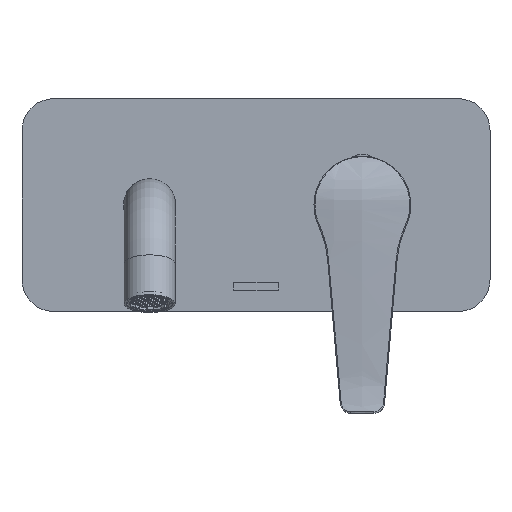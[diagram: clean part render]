
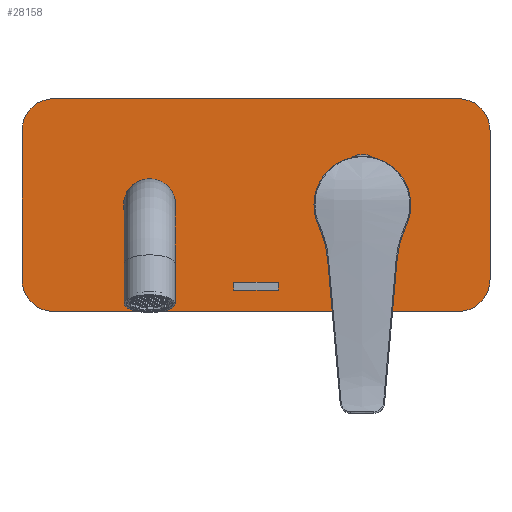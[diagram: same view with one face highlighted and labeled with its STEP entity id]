
A CAD part, top view. The second image highlights one B-rep face of the part: STEP entity #28158.
In plain terms, the highlighted planar face has unit normal (0, 0, 1).
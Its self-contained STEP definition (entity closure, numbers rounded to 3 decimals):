
#346 = CARTESIAN_POINT ( 'NONE',  ( 45., 35., 52. ) ) ;
#554 = LINE ( 'NONE', #22137, #30731 ) ;
#555 = VERTEX_POINT ( 'NONE', #3766 ) ;
#773 = CARTESIAN_POINT ( 'NONE',  ( -145., 35., 52. ) ) ;
#1297 = VERTEX_POINT ( 'NONE', #5881 ) ;
#1496 = DIRECTION ( 'NONE',  ( 0., 0., 1. ) ) ;
#1639 = EDGE_CURVE ( 'NONE', #1297, #11911, #554, .T. ) ;
#1887 = CIRCLE ( 'NONE', #13967, 12.3 ) ;
#2010 = CARTESIAN_POINT ( 'NONE',  ( 60., -50., 52. ) ) ;
#2435 = AXIS2_PLACEMENT_3D ( 'NONE', #36376, #1496, #27677 ) ;
#2893 = VERTEX_POINT ( 'NONE', #3683 ) ;
#3276 = EDGE_CURVE ( 'NONE', #13883, #13883, #1887, .T. ) ;
#3409 = ORIENTED_EDGE ( 'NONE', *, *, #26440, .F. ) ;
#3661 = VECTOR ( 'NONE', #23874, 1000. ) ;
#3683 = CARTESIAN_POINT ( 'NONE',  ( -145., 50., 52. ) ) ;
#3695 = CARTESIAN_POINT ( 'NONE',  ( 0., -40., 52. ) ) ;
#3766 = CARTESIAN_POINT ( 'NONE',  ( -160., -35., 52. ) ) ;
#3843 = EDGE_LOOP ( 'NONE', ( #21631 ) ) ;
#3876 = DIRECTION ( 'NONE',  ( 0., -1., 0. ) ) ;
#4006 = CARTESIAN_POINT ( 'NONE',  ( 60., 50., 52. ) ) ;
#4132 = ORIENTED_EDGE ( 'NONE', *, *, #30997, .T. ) ;
#5347 = FACE_BOUND ( 'NONE', #3843, .T. ) ;
#5881 = CARTESIAN_POINT ( 'NONE',  ( -60.5, -36.4, 52. ) ) ;
#5957 = DIRECTION ( 'NONE',  ( 0., 0., 1. ) ) ;
#6262 = CARTESIAN_POINT ( 'NONE',  ( -160., 50., 52. ) ) ;
#6692 = LINE ( 'NONE', #27521, #14035 ) ;
#6796 = DIRECTION ( 'NONE',  ( -1., 0., 0. ) ) ;
#7088 = EDGE_LOOP ( 'NONE', ( #15454, #17640, #3409, #28427, #31374, #21088, #9899, #12186 ) ) ;
#7300 = LINE ( 'NONE', #4006, #9145 ) ;
#7951 = VERTEX_POINT ( 'NONE', #8396 ) ;
#8017 = DIRECTION ( 'NONE',  ( 0., 0., -1. ) ) ;
#8396 = CARTESIAN_POINT ( 'NONE',  ( -21.25, 0., 52. ) ) ;
#8530 = CARTESIAN_POINT ( 'NONE',  ( -112.3, 0., 52. ) ) ;
#8928 = CIRCLE ( 'NONE', #30216, 21.25 ) ;
#9145 = VECTOR ( 'NONE', #3876, 1000. ) ;
#9899 = ORIENTED_EDGE ( 'NONE', *, *, #29524, .F. ) ;
#9902 = VERTEX_POINT ( 'NONE', #31639 ) ;
#10314 = VECTOR ( 'NONE', #26071, 1000. ) ;
#10426 = EDGE_CURVE ( 'NONE', #555, #33070, #15412, .T. ) ;
#10980 = LINE ( 'NONE', #3695, #3661 ) ;
#11423 = CIRCLE ( 'NONE', #2435, 15. ) ;
#11816 = CARTESIAN_POINT ( 'NONE',  ( -145., -35., 52. ) ) ;
#11911 = VERTEX_POINT ( 'NONE', #31365 ) ;
#12186 = ORIENTED_EDGE ( 'NONE', *, *, #14494, .T. ) ;
#12691 = VERTEX_POINT ( 'NONE', #14473 ) ;
#13247 = DIRECTION ( 'NONE',  ( 0., -1., 0. ) ) ;
#13333 = CARTESIAN_POINT ( 'NONE',  ( 0., 0., 52. ) ) ;
#13539 = VERTEX_POINT ( 'NONE', #20226 ) ;
#13649 = VERTEX_POINT ( 'NONE', #17913 ) ;
#13883 = VERTEX_POINT ( 'NONE', #8530 ) ;
#13967 = AXIS2_PLACEMENT_3D ( 'NONE', #16563, #22198, #19003 ) ;
#14035 = VECTOR ( 'NONE', #13247, 1000. ) ;
#14473 = CARTESIAN_POINT ( 'NONE',  ( -39.5, -40., 52. ) ) ;
#14494 = EDGE_CURVE ( 'NONE', #36254, #20415, #11423, .T. ) ;
#14610 = AXIS2_PLACEMENT_3D ( 'NONE', #346, #35126, #17487 ) ;
#14930 = DIRECTION ( 'NONE',  ( 1., 0., 0. ) ) ;
#15412 = CIRCLE ( 'NONE', #18298, 15. ) ;
#15454 = ORIENTED_EDGE ( 'NONE', *, *, #24385, .F. ) ;
#16395 = DIRECTION ( 'NONE',  ( -1., 0., 0. ) ) ;
#16563 = CARTESIAN_POINT ( 'NONE',  ( -100., 0., 52. ) ) ;
#16699 = FACE_BOUND ( 'NONE', #28918, .T. ) ;
#17487 = DIRECTION ( 'NONE',  ( -1., 0., 0. ) ) ;
#17640 = ORIENTED_EDGE ( 'NONE', *, *, #33775, .T. ) ;
#17692 = CIRCLE ( 'NONE', #36729, 15. ) ;
#17785 = EDGE_CURVE ( 'NONE', #12691, #13539, #10980, .T. ) ;
#17848 = CARTESIAN_POINT ( 'NONE',  ( -160., -50., 52. ) ) ;
#17862 = CIRCLE ( 'NONE', #14610, 15. ) ;
#17913 = CARTESIAN_POINT ( 'NONE',  ( 45., 50., 52. ) ) ;
#18039 = CARTESIAN_POINT ( 'NONE',  ( 45., -50., 52. ) ) ;
#18086 = VECTOR ( 'NONE', #14930, 1000. ) ;
#18298 = AXIS2_PLACEMENT_3D ( 'NONE', #11816, #5957, #29183 ) ;
#18337 = EDGE_CURVE ( 'NONE', #555, #9902, #26888, .T. ) ;
#18697 = VECTOR ( 'NONE', #29229, 1000. ) ;
#18998 = FACE_BOUND ( 'NONE', #35790, .T. ) ;
#19003 = DIRECTION ( 'NONE',  ( -1., 0., 0. ) ) ;
#19785 = CARTESIAN_POINT ( 'NONE',  ( -145., -50., 52. ) ) ;
#19874 = DIRECTION ( 'NONE',  ( -1., 0., 0. ) ) ;
#20226 = CARTESIAN_POINT ( 'NONE',  ( -60.5, -40., 52. ) ) ;
#20293 = EDGE_CURVE ( 'NONE', #13539, #1297, #36808, .T. ) ;
#20415 = VERTEX_POINT ( 'NONE', #20457 ) ;
#20457 = CARTESIAN_POINT ( 'NONE',  ( 60., -35., 52. ) ) ;
#21088 = ORIENTED_EDGE ( 'NONE', *, *, #10426, .T. ) ;
#21220 = EDGE_CURVE ( 'NONE', #7951, #7951, #8928, .T. ) ;
#21371 = VECTOR ( 'NONE', #37119, 1000. ) ;
#21631 = ORIENTED_EDGE ( 'NONE', *, *, #21220, .T. ) ;
#22137 = CARTESIAN_POINT ( 'NONE',  ( 0., -36.4, 52. ) ) ;
#22198 = DIRECTION ( 'NONE',  ( 0., 0., -1. ) ) ;
#22273 = PLANE ( 'NONE',  #33383 ) ;
#23874 = DIRECTION ( 'NONE',  ( -1., 0., 0. ) ) ;
#24107 = ORIENTED_EDGE ( 'NONE', *, *, #1639, .T. ) ;
#24385 = EDGE_CURVE ( 'NONE', #25402, #20415, #7300, .T. ) ;
#24813 = DIRECTION ( 'NONE',  ( 0., 0., -1. ) ) ;
#25017 = ORIENTED_EDGE ( 'NONE', *, *, #20293, .T. ) ;
#25402 = VERTEX_POINT ( 'NONE', #34431 ) ;
#25674 = EDGE_CURVE ( 'NONE', #2893, #9902, #17692, .T. ) ;
#26071 = DIRECTION ( 'NONE',  ( 0., 1., 0. ) ) ;
#26440 = EDGE_CURVE ( 'NONE', #2893, #13649, #28111, .T. ) ;
#26888 = LINE ( 'NONE', #17848, #18697 ) ;
#27521 = CARTESIAN_POINT ( 'NONE',  ( -39.5, 0., 52. ) ) ;
#27677 = DIRECTION ( 'NONE',  ( -1., 0., 0. ) ) ;
#28111 = LINE ( 'NONE', #6262, #18086 ) ;
#28144 = FACE_OUTER_BOUND ( 'NONE', #7088, .T. ) ;
#28158 = ADVANCED_FACE ( 'NONE', ( #16699, #18998, #5347, #28144 ), #22273, .F. ) ;
#28427 = ORIENTED_EDGE ( 'NONE', *, *, #25674, .T. ) ;
#28504 = CARTESIAN_POINT ( 'NONE',  ( -60.5, 0., 52. ) ) ;
#28541 = CARTESIAN_POINT ( 'NONE',  ( 0., 0., 52. ) ) ;
#28918 = EDGE_LOOP ( 'NONE', ( #36035, #25017, #24107, #4132 ) ) ;
#29183 = DIRECTION ( 'NONE',  ( -1., 0., 0. ) ) ;
#29229 = DIRECTION ( 'NONE',  ( 0., 1., 0. ) ) ;
#29524 = EDGE_CURVE ( 'NONE', #36254, #33070, #30049, .T. ) ;
#29890 = DIRECTION ( 'NONE',  ( 0., 0., 1. ) ) ;
#30049 = LINE ( 'NONE', #2010, #21371 ) ;
#30216 = AXIS2_PLACEMENT_3D ( 'NONE', #28541, #8017, #19874 ) ;
#30731 = VECTOR ( 'NONE', #31201, 1000. ) ;
#30997 = EDGE_CURVE ( 'NONE', #11911, #12691, #6692, .T. ) ;
#31201 = DIRECTION ( 'NONE',  ( 1., 0., 0. ) ) ;
#31365 = CARTESIAN_POINT ( 'NONE',  ( -39.5, -36.4, 52. ) ) ;
#31374 = ORIENTED_EDGE ( 'NONE', *, *, #18337, .F. ) ;
#31639 = CARTESIAN_POINT ( 'NONE',  ( -160., 35., 52. ) ) ;
#33070 = VERTEX_POINT ( 'NONE', #19785 ) ;
#33383 = AXIS2_PLACEMENT_3D ( 'NONE', #13333, #24813, #16395 ) ;
#33775 = EDGE_CURVE ( 'NONE', #25402, #13649, #17862, .T. ) ;
#34431 = CARTESIAN_POINT ( 'NONE',  ( 60., 35., 52. ) ) ;
#35126 = DIRECTION ( 'NONE',  ( 0., 0., 1. ) ) ;
#35790 = EDGE_LOOP ( 'NONE', ( #37613 ) ) ;
#36035 = ORIENTED_EDGE ( 'NONE', *, *, #17785, .T. ) ;
#36254 = VERTEX_POINT ( 'NONE', #18039 ) ;
#36376 = CARTESIAN_POINT ( 'NONE',  ( 45., -35., 52. ) ) ;
#36729 = AXIS2_PLACEMENT_3D ( 'NONE', #773, #29890, #6796 ) ;
#36808 = LINE ( 'NONE', #28504, #10314 ) ;
#37119 = DIRECTION ( 'NONE',  ( -1., 0., 0. ) ) ;
#37613 = ORIENTED_EDGE ( 'NONE', *, *, #3276, .T. ) ;
